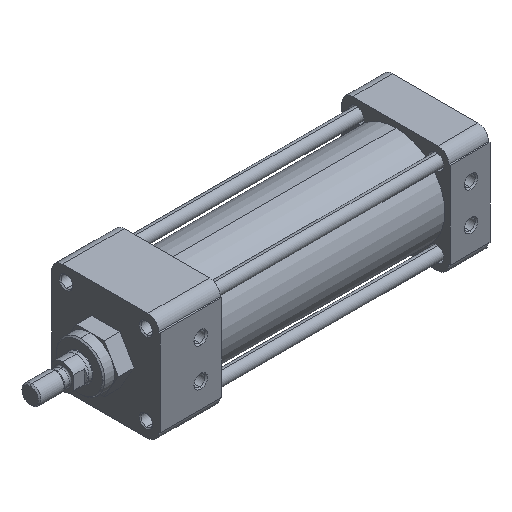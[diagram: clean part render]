
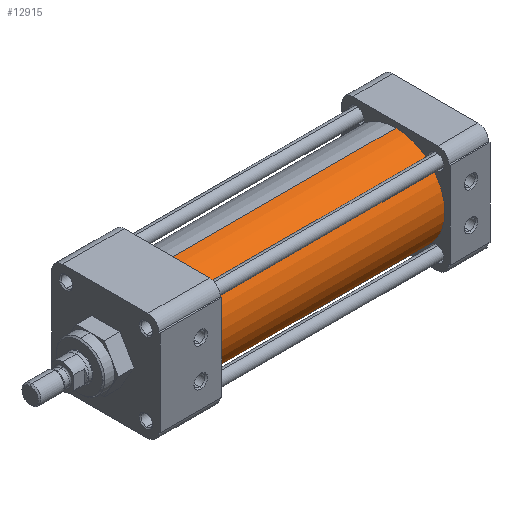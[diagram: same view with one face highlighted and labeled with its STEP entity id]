
A CAD part, isometric view. The second image highlights one B-rep face of the part: STEP entity #12915.
In plain terms, the highlighted cylindrical face has radius 28.575 mm (diameter 57.15 mm), a partial arc.
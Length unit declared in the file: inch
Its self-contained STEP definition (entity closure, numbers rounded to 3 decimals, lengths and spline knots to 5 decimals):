
#39 = VERTEX_POINT ( 'NONE', #4642 ) ;
#365 = VERTEX_POINT ( 'NONE', #7339 ) ;
#1040 = CARTESIAN_POINT ( 'NONE',  ( 6.701, 0., 0. ) ) ;
#1236 = VERTEX_POINT ( 'NONE', #11297 ) ;
#1248 = ORIENTED_EDGE ( 'NONE', *, *, #4778, .F. ) ;
#1993 = VECTOR ( 'NONE', #14023, 39.37008 ) ;
#1996 = CYLINDRICAL_SURFACE ( 'NONE', #4994, 1.125 ) ;
#2348 = LINE ( 'NONE', #2810, #1993 ) ;
#2810 = CARTESIAN_POINT ( 'NONE',  ( 6.701, 0., -1.125 ) ) ;
#3629 = VECTOR ( 'NONE', #10159, 39.37008 ) ;
#3722 = DIRECTION ( 'NONE',  ( 1., 0., 0. ) ) ;
#4384 = CARTESIAN_POINT ( 'NONE',  ( 6.701, 0., 0. ) ) ;
#4625 = CARTESIAN_POINT ( 'NONE',  ( 6.701, 0., 1.125 ) ) ;
#4642 = CARTESIAN_POINT ( 'NONE',  ( 6.701, 0., -1.125 ) ) ;
#4778 = EDGE_CURVE ( 'NONE', #365, #13929, #12543, .T. ) ;
#4921 = AXIS2_PLACEMENT_3D ( 'NONE', #4384, #12180, #5498 ) ;
#4994 = AXIS2_PLACEMENT_3D ( 'NONE', #1040, #7733, #8915 ) ;
#5498 = DIRECTION ( 'NONE',  ( 0., 0., -1. ) ) ;
#5615 = CIRCLE ( 'NONE', #14317, 1.125 ) ;
#5728 = EDGE_CURVE ( 'NONE', #1236, #39, #2348, .T. ) ;
#6389 = EDGE_LOOP ( 'NONE', ( #1248, #13820, #8897, #12784 ) ) ;
#7339 = CARTESIAN_POINT ( 'NONE',  ( 1.42, 0., 1.125 ) ) ;
#7345 = CIRCLE ( 'NONE', #4921, 1.125 ) ;
#7666 = EDGE_CURVE ( 'NONE', #39, #13929, #7345, .T. ) ;
#7733 = DIRECTION ( 'NONE',  ( 1., 0., 0. ) ) ;
#8212 = EDGE_CURVE ( 'NONE', #365, #1236, #5615, .T. ) ;
#8897 = ORIENTED_EDGE ( 'NONE', *, *, #5728, .T. ) ;
#8915 = DIRECTION ( 'NONE',  ( 0., 0., -1. ) ) ;
#9348 = FACE_OUTER_BOUND ( 'NONE', #6389, .T. ) ;
#10159 = DIRECTION ( 'NONE',  ( 1., 0., 0. ) ) ;
#10405 = CARTESIAN_POINT ( 'NONE',  ( 1.42, 0., 0. ) ) ;
#10440 = CARTESIAN_POINT ( 'NONE',  ( 6.701, 0., 1.125 ) ) ;
#11297 = CARTESIAN_POINT ( 'NONE',  ( 1.42, 0., -1.125 ) ) ;
#11542 = DIRECTION ( 'NONE',  ( 0., 0., -1. ) ) ;
#12180 = DIRECTION ( 'NONE',  ( -1., 0., 0. ) ) ;
#12543 = LINE ( 'NONE', #4625, #3629 ) ;
#12784 = ORIENTED_EDGE ( 'NONE', *, *, #7666, .T. ) ;
#12915 = ADVANCED_FACE ( 'NONE', ( #9348 ), #1996, .T. ) ;
#13820 = ORIENTED_EDGE ( 'NONE', *, *, #8212, .T. ) ;
#13929 = VERTEX_POINT ( 'NONE', #10440 ) ;
#14023 = DIRECTION ( 'NONE',  ( 1., 0., 0. ) ) ;
#14317 = AXIS2_PLACEMENT_3D ( 'NONE', #10405, #3722, #11542 ) ;
